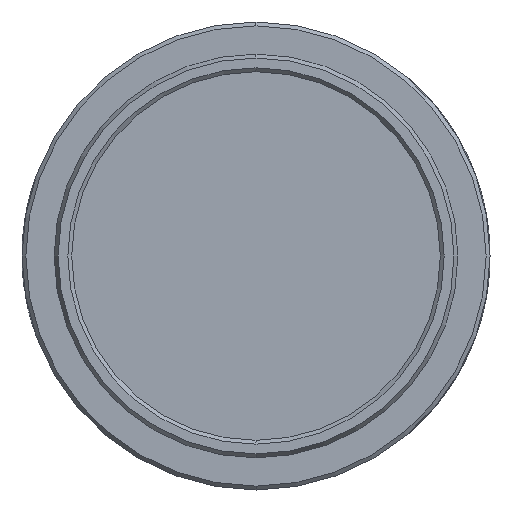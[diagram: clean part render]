
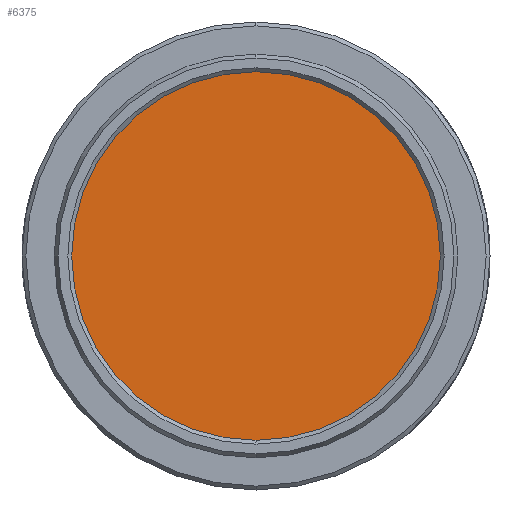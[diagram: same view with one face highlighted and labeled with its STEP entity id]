
A CAD part, left-side view. The second image highlights one B-rep face of the part: STEP entity #6375.
In plain terms, the highlighted planar face has unit normal (-1, 0, 0).
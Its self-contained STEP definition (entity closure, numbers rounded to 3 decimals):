
#31 = AXIS2_PLACEMENT_3D ( 'NONE', #4047, #5226, #13280 ) ;
#365 = CARTESIAN_POINT ( 'NONE',  ( -7.62, 2.469, 12.386 ) ) ;
#411 = CIRCLE ( 'NONE', #9250, 12.629 ) ;
#788 = FACE_OUTER_BOUND ( 'NONE', #6427, .T. ) ;
#1298 = AXIS2_PLACEMENT_3D ( 'NONE', #13698, #13796, #7932 ) ;
#2371 = CARTESIAN_POINT ( 'NONE',  ( -7.62, 0., 0. ) ) ;
#2705 = VERTEX_POINT ( 'NONE', #2716 ) ;
#2716 = CARTESIAN_POINT ( 'NONE',  ( -7.62, -2.469, -12.386 ) ) ;
#4047 = CARTESIAN_POINT ( 'NONE',  ( -7.62, 0., 0. ) ) ;
#5226 = DIRECTION ( 'NONE',  ( 1., 0., 0. ) ) ;
#5375 = EDGE_CURVE ( 'NONE', #6834, #2705, #5716, .T. ) ;
#5716 = CIRCLE ( 'NONE', #31, 12.629 ) ;
#6375 = ADVANCED_FACE ( 'NONE', ( #788 ), #10328, .F. ) ;
#6427 = EDGE_LOOP ( 'NONE', ( #12729, #14545 ) ) ;
#6834 = VERTEX_POINT ( 'NONE', #365 ) ;
#7932 = DIRECTION ( 'NONE',  ( 0., -0.195, -0.981 ) ) ;
#9250 = AXIS2_PLACEMENT_3D ( 'NONE', #2371, #9432, #10449 ) ;
#9307 = EDGE_CURVE ( 'NONE', #2705, #6834, #411, .T. ) ;
#9432 = DIRECTION ( 'NONE',  ( 1., 0., 0. ) ) ;
#10328 = PLANE ( 'NONE',  #1298 ) ;
#10449 = DIRECTION ( 'NONE',  ( 0., -0.195, -0.981 ) ) ;
#12729 = ORIENTED_EDGE ( 'NONE', *, *, #9307, .F. ) ;
#13280 = DIRECTION ( 'NONE',  ( 0., -0.195, -0.981 ) ) ;
#13698 = CARTESIAN_POINT ( 'NONE',  ( -7.62, 0., 0. ) ) ;
#13796 = DIRECTION ( 'NONE',  ( 1., 0., 0. ) ) ;
#14545 = ORIENTED_EDGE ( 'NONE', *, *, #5375, .F. ) ;
